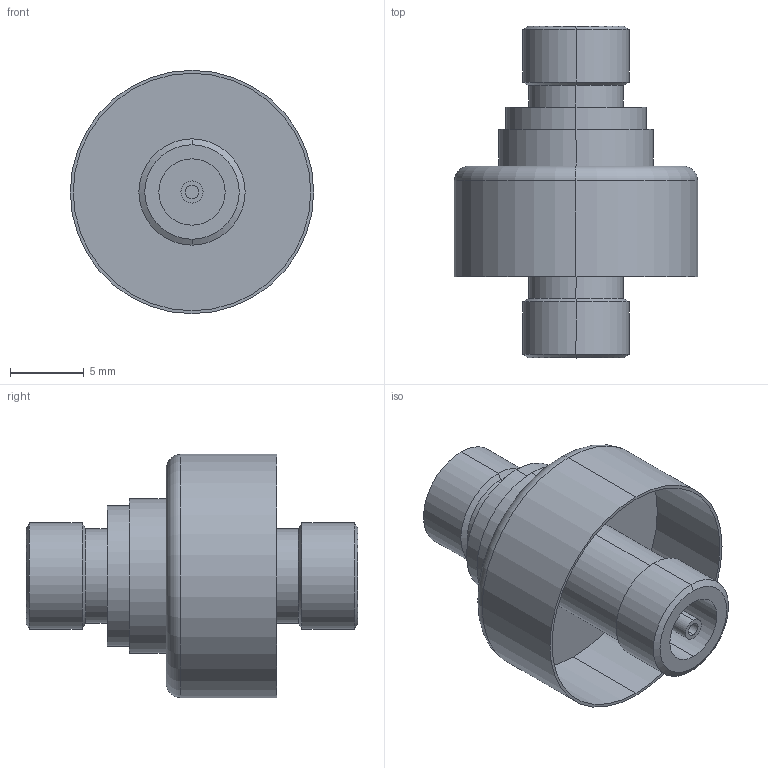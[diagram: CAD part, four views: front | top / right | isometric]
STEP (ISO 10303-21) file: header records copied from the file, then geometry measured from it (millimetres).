
FILE_DESCRIPTION (( 'STEP AP203' ), '1' );
FILE_NAME ('242-SMAD50_00.STEP', '2025-02-18T15:21:06', ( '' ), ( '' ), 'SwSTEP 2.0', 'SolidWorks 2022', '' );
FILE_SCHEMA (( 'CONFIG_CONTROL_DESIGN' ));
Length unit declared in the file: millimetre
Products named in the file (1): 242-SMAD50_00
Bounding box: 16.5 x 22.5 x 16.5 mm (x, y, z)
Volume: 1219.1 mm3; surface area: 1727.2 mm2
Topology: 1 solids, 1 shells, 51 faces, 100 edges, 62 vertices
Faces by surface type: cylinder 28, plane 13, cone 8, torus 2
Entity records: 1403 total; most frequent: DIRECTION 268, CARTESIAN_POINT 214, ORIENTED_EDGE 200, AXIS2_PLACEMENT_3D 116, EDGE_CURVE 100, CIRCLE 64, VERTEX_POINT 62, EDGE_LOOP 62
